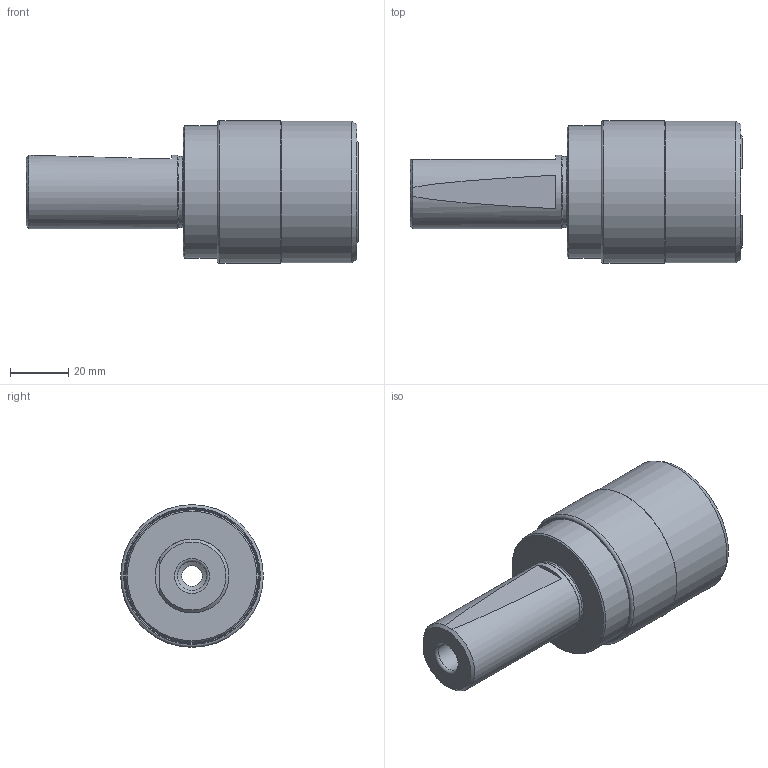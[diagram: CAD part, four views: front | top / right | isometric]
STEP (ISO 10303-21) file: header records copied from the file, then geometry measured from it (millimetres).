
FILE_DESCRIPTION(/* description */ (''),/* implementation_level */ '2;1');
FILE_NAME(/* name */ 'S100-RT2-0237.stp',/* time_stamp */ '2019-08-02T09:35:04-05:00',/* author */ ('ldfli'),/* organization */ (''),/* preprocessor_version */ 'ST-DEVELOPER v18',/* originating_system */ 'Autodesk Inventor LT',/* authorisation */ '');
FILE_SCHEMA (('AUTOMOTIVE_DESIGN { 1 0 10303 214 3 1 1 }'));
Length unit declared in the file: millimetre
Products named in the file (1): S100-RT2-0237
Bounding box: 114 x 49 x 49 mm (x, y, z)
Volume: 91033.3 mm3; surface area: 32356.4 mm2
Topology: 1 solids, 2 shells, 66 faces, 198 edges, 140 vertices
Faces by surface type: plane 22, cylinder 18, cone 17, torus 9
Full cylindrical faces by diameter (mm): 7 x1, 10 x1, 24.4 x1, 25.4 x1, 31 x1, 31.4 x1, 39.6 x1, 40 x3, 44 x1, 44.5 x1, 45.5 x1, 46 x1, 48.5 x1, 49 x1
Entity records: 2444 total; most frequent: CARTESIAN_POINT 494, DIRECTION 441, ORIENTED_EDGE 396, EDGE_CURVE 198, AXIS2_PLACEMENT_3D 194, VERTEX_POINT 140, CIRCLE 124, EDGE_LOOP 74
